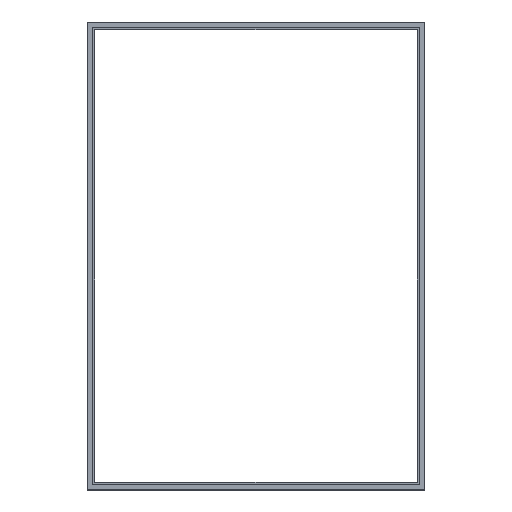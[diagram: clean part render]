
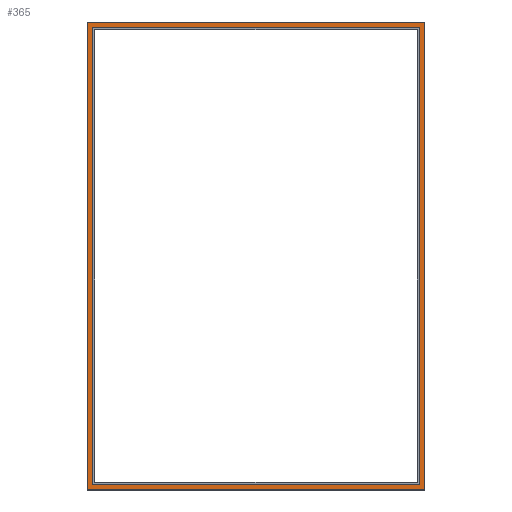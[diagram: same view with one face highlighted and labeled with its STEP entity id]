
A CAD part, top view. The second image highlights one B-rep face of the part: STEP entity #365.
In plain terms, the highlighted planar face has unit normal (0, 0, 1).
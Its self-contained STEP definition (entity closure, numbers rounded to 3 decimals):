
#17=FACE_BOUND('',#50,.T.);
#29=FACE_OUTER_BOUND('',#49,.T.);
#49=EDGE_LOOP('',(#273,#274,#275,#276));
#50=EDGE_LOOP('',(#277,#278,#279,#280));
#67=LINE('',#510,#115);
#70=LINE('',#516,#118);
#73=LINE('',#522,#121);
#76=LINE('',#526,#124);
#79=LINE('',#534,#127);
#82=LINE('',#540,#130);
#85=LINE('',#546,#133);
#88=LINE('',#550,#136);
#115=VECTOR('',#418,10.);
#118=VECTOR('',#423,10.);
#121=VECTOR('',#428,10.);
#124=VECTOR('',#433,10.);
#127=VECTOR('',#438,10.);
#130=VECTOR('',#443,10.);
#133=VECTOR('',#448,10.);
#136=VECTOR('',#453,10.);
#163=VERTEX_POINT('',#507);
#164=VERTEX_POINT('',#509);
#166=VERTEX_POINT('',#515);
#168=VERTEX_POINT('',#521);
#171=VERTEX_POINT('',#531);
#172=VERTEX_POINT('',#533);
#174=VERTEX_POINT('',#539);
#176=VERTEX_POINT('',#545);
#195=EDGE_CURVE('',#164,#163,#67,.T.);
#198=EDGE_CURVE('',#166,#164,#70,.T.);
#201=EDGE_CURVE('',#168,#166,#73,.T.);
#204=EDGE_CURVE('',#163,#168,#76,.T.);
#207=EDGE_CURVE('',#172,#171,#79,.T.);
#210=EDGE_CURVE('',#174,#172,#82,.T.);
#213=EDGE_CURVE('',#176,#174,#85,.T.);
#216=EDGE_CURVE('',#171,#176,#88,.T.);
#273=ORIENTED_EDGE('',*,*,#216,.T.);
#274=ORIENTED_EDGE('',*,*,#213,.T.);
#275=ORIENTED_EDGE('',*,*,#210,.T.);
#276=ORIENTED_EDGE('',*,*,#207,.T.);
#277=ORIENTED_EDGE('',*,*,#204,.T.);
#278=ORIENTED_EDGE('',*,*,#201,.T.);
#279=ORIENTED_EDGE('',*,*,#198,.T.);
#280=ORIENTED_EDGE('',*,*,#195,.T.);
#345=PLANE('',#400);
#365=ADVANCED_FACE('',(#29,#17),#345,.T.);
#400=AXIS2_PLACEMENT_3D('',#551,#454,#455);
#418=DIRECTION('',(0.,-1.,0.));
#423=DIRECTION('',(1.,0.,0.));
#428=DIRECTION('',(0.,1.,0.));
#433=DIRECTION('',(-1.,0.,0.));
#438=DIRECTION('',(-1.,0.,0.));
#443=DIRECTION('',(0.,1.,0.));
#448=DIRECTION('',(1.,0.,0.));
#453=DIRECTION('',(0.,-1.,0.));
#454=DIRECTION('center_axis',(0.,0.,1.));
#455=DIRECTION('ref_axis',(1.,0.,0.));
#507=CARTESIAN_POINT('',(127.,3.,1.));
#509=CARTESIAN_POINT('',(127.,177.,1.));
#510=CARTESIAN_POINT('',(127.,3.,1.));
#515=CARTESIAN_POINT('',(3.,177.,1.));
#516=CARTESIAN_POINT('',(127.,177.,1.));
#521=CARTESIAN_POINT('',(3.,3.,1.));
#522=CARTESIAN_POINT('',(3.,177.,1.));
#526=CARTESIAN_POINT('',(3.,3.,1.));
#531=CARTESIAN_POINT('',(0.,180.,1.));
#533=CARTESIAN_POINT('',(130.,180.,1.));
#534=CARTESIAN_POINT('',(130.,180.,1.));
#539=CARTESIAN_POINT('',(130.,0.,1.));
#540=CARTESIAN_POINT('',(130.,0.,1.));
#545=CARTESIAN_POINT('',(0.,0.,1.));
#546=CARTESIAN_POINT('',(0.,0.,1.));
#550=CARTESIAN_POINT('',(0.,180.,1.));
#551=CARTESIAN_POINT('Origin',(65.,90.,1.));
